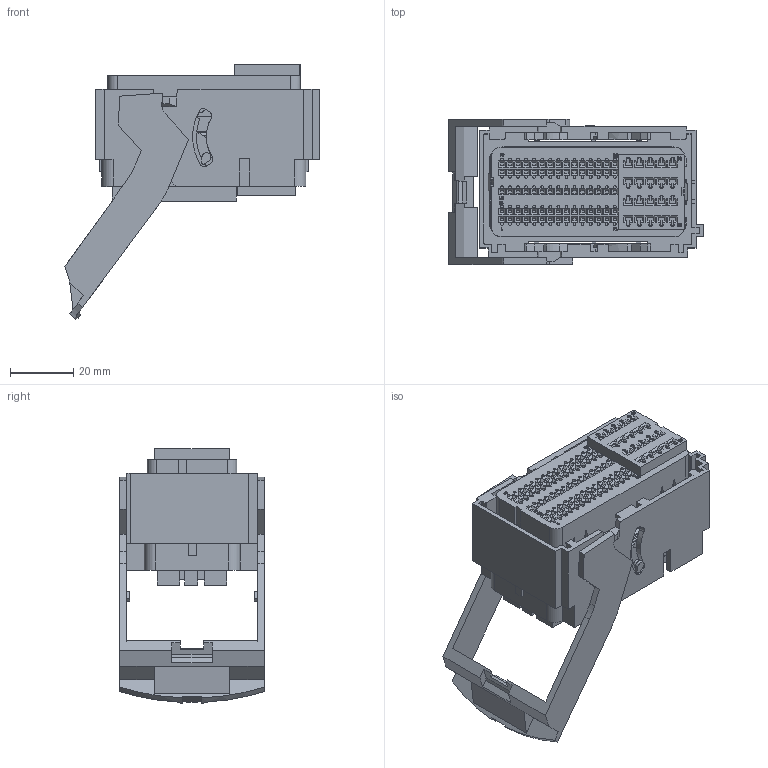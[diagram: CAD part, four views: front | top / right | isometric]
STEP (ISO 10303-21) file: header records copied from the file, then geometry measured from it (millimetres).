
FILE_DESCRIPTION(/* description */ (''),/* implementation_level */ '2;1');
FILE_NAME(/* name */ '35032584-ENV01_01.stp',/* time_stamp */ '2021-08-04T21:06:45+08:00',/* author */ (''),/* organization */ (''),/* preprocessor_version */ 'ST-DEVELOPER v16',/* originating_system */ 'SIEMENS PLM Software NX 11.0',/* authorisation */ '');
FILE_SCHEMA (('AUTOMOTIVE_DESIGN { 1 0 10303 214 3 1 1 1 }'));
Products named in the file (1): 35032584-ENV01_01
Bounding box: 80.13 x 45.65 x 80.57 mm (x, y, z)
Surface area: 33466.1 mm2 (no closed solid volume)
Topology: 0 solids, 1 shells, 4049 faces, 10619 edges, 6786 vertices
Faces by surface type: plane 3135, cylinder 763, extrusion 71, cone 40, torus 20, sphere 16, revolution 4
Full cylindrical faces by diameter (mm): 0.9 x75, 2.9 x2, 4 x2
Entity records: 152342 total; most frequent: CARTESIAN_POINT 23918, ORIENTED_EDGE 20976, DIRECTION 20163, EDGE_CURVE 10488, VECTOR 8361, LINE 8290, VERTEX_POINT 6740, AXIS2_PLACEMENT_3D 5899
